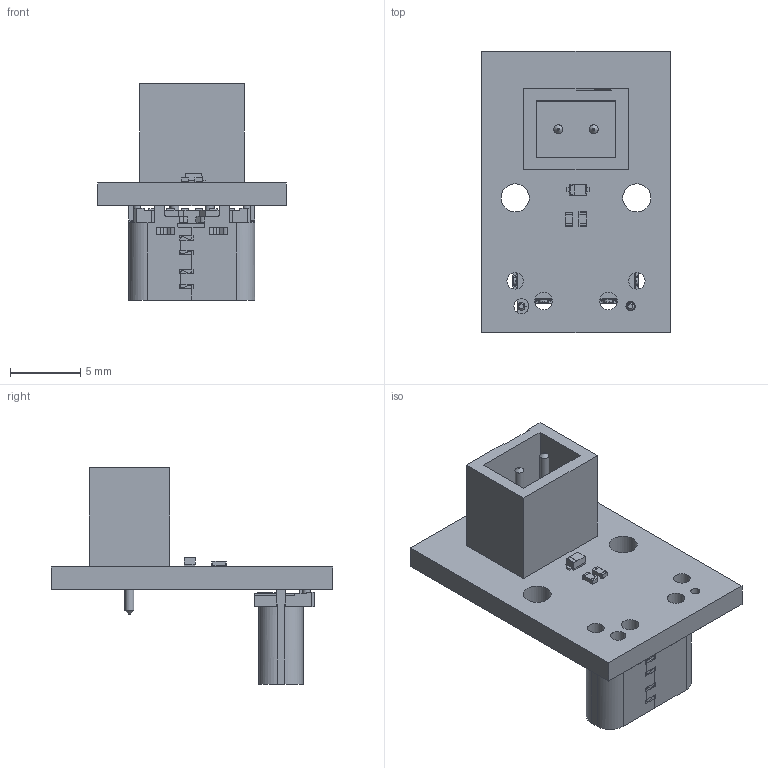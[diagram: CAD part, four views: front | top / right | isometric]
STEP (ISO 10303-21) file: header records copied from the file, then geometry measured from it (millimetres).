
FILE_DESCRIPTION(('KiCad electronic assembly'),'2;1');
FILE_NAME('usb-board.step','2025-01-31T23:00:26',('Pcbnew'),('Kicad'), 'Open CASCADE STEP processor 7.8','KiCad to STEP converter','Unknown' );
FILE_SCHEMA(('AUTOMOTIVE_DESIGN { 1 0 10303 214 1 1 1 1 }'));
Length unit declared in the file: millimetre
Products named in the file (10): usb-board 1; R_0402_1005Metric; D_SOD-523; D_SOD_523; B2B-XH-A__LF__SN_; ASSEMBLY; USB4140-GF-0070-C; usb-board_PCB
Assembly tree (10 placements, depth 3):
  usb-board 1
    R_0402_1005Metric  x2
      R_0402_1005Metric
    D_SOD-523
      D_SOD_523
    B2B-XH-A__LF__SN_
      ASSEMBLY
    USB4140-GF-0070-C
      USB4140-GF-0070-C
    usb-board_PCB
Bounding box: 13.37 x 19.98 x 15.38 mm (x, y, z)
Volume: 700.5 mm3; surface area: 1550 mm2
Topology: 9 solids, 9 shells, 1149 faces, 3103 edges, 1988 vertices
Faces by surface type: plane 956, cylinder 165, cone 18, bspline 10
Full cylindrical faces by diameter (mm): 0.64 x2, 0.65 x1, 0.85 x2, 1.07 x1, 1.17 x2, 1.25 x2, 2 x2
Entity records: 35240 total; most frequent: CARTESIAN_POINT 6341, ORIENTED_EDGE 6070, DIRECTION 5541, EDGE_CURVE 3035, LINE 2641, VECTOR 2641, VERTEX_POINT 1944, AXIS2_PLACEMENT_3D 1450
